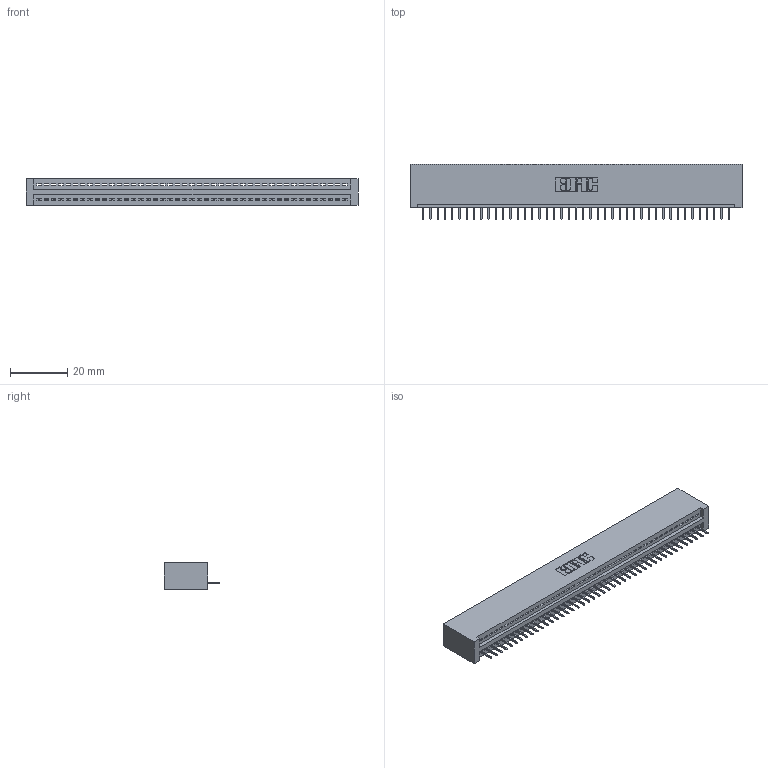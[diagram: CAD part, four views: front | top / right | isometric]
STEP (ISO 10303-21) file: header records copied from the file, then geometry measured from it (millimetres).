
FILE_DESCRIPTION (( 'STEP AP203' ), '1' );
FILE_NAME ('345-043-524-101.STEP', '2018-09-08T04:12:42', ( '' ), ( '' ), 'SwSTEP 2.0', 'SolidWorks 2016', '' );
FILE_SCHEMA (( 'CONFIG_CONTROL_DESIGN' ));
Length unit declared in the file: inch
Products named in the file (3): 345 Part_No Mounting Lugs; 345-292-001_345-293-124; 345-043-524-101
Assembly tree (44 placements, depth 2):
  345-043-524-101
    345 Part_No Mounting Lugs
    345-292-001_345-293-124  x43
Bounding box: 115.82 x 19.35 x 9.4 mm (x, y, z)
Volume: 11423.8 mm3; surface area: 14841.8 mm2
Topology: 44 solids, 44 shells, 2784 faces, 8057 edges, 5198 vertices
Faces by surface type: plane 2054, cylinder 730
Entity records: 32025 total; most frequent: CARTESIAN_POINT 5553, ORIENTED_EDGE 5530, DIRECTION 4843, EDGE_CURVE 2765, LINE 2473, VECTOR 2473, VERTEX_POINT 1838, AXIS2_PLACEMENT_3D 1185
